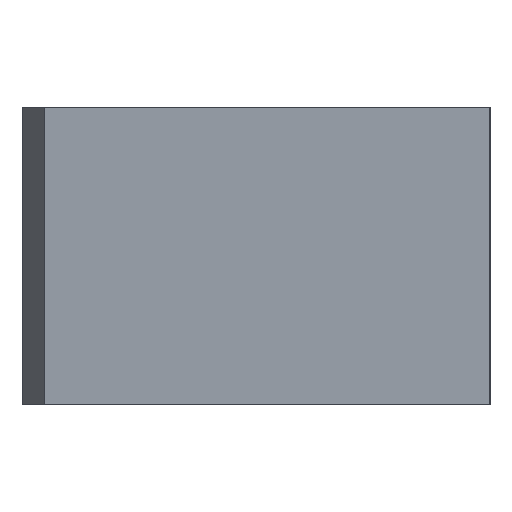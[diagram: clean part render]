
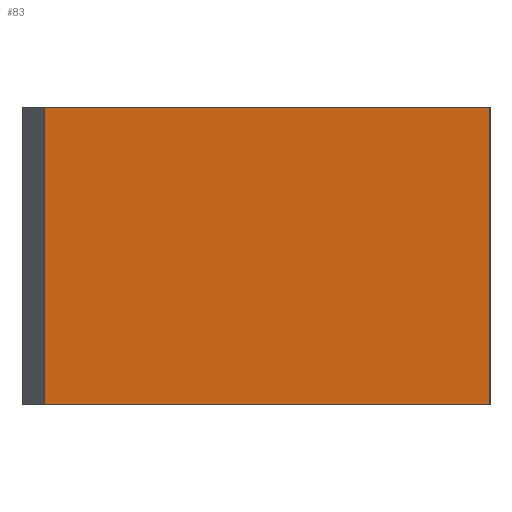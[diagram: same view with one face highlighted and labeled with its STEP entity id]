
A CAD part, left-side view. The second image highlights one B-rep face of the part: STEP entity #83.
In plain terms, the highlighted planar face has unit normal (-0.993, 0.12, 0).
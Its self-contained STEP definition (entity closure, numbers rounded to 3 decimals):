
#10 = DIRECTION ( 'NONE',  ( 0.12, 0.993, 0. ) ) ;
#19 = ORIENTED_EDGE ( 'NONE', *, *, #324, .F. ) ;
#20 = LINE ( 'NONE', #238, #215 ) ;
#23 = DIRECTION ( 'NONE',  ( 0., 0., -1. ) ) ;
#38 = DIRECTION ( 'NONE',  ( -0.12, -0.993, 0. ) ) ;
#54 = DIRECTION ( 'NONE',  ( -0.12, -0.993, 0. ) ) ;
#83 = ADVANCED_FACE ( 'NONE', ( #342 ), #149, .F. ) ;
#90 = EDGE_CURVE ( 'NONE', #451, #190, #187, .T. ) ;
#93 = LINE ( 'NONE', #220, #240 ) ;
#105 = CARTESIAN_POINT ( 'NONE',  ( -181.277, -51.793, 25. ) ) ;
#115 = CARTESIAN_POINT ( 'NONE',  ( -190.376, -126.857, 25. ) ) ;
#118 = VERTEX_POINT ( 'NONE', #105 ) ;
#141 = DIRECTION ( 'NONE',  ( 0.993, -0.12, 0. ) ) ;
#149 = PLANE ( 'NONE',  #438 ) ;
#152 = EDGE_LOOP ( 'NONE', ( #196, #333, #19, #160 ) ) ;
#157 = VERTEX_POINT ( 'NONE', #115 ) ;
#160 = ORIENTED_EDGE ( 'NONE', *, *, #463, .T. ) ;
#170 = DIRECTION ( 'NONE',  ( 0., 0., -1. ) ) ;
#187 = LINE ( 'NONE', #227, #315 ) ;
#190 = VERTEX_POINT ( 'NONE', #411 ) ;
#196 = ORIENTED_EDGE ( 'NONE', *, *, #90, .T. ) ;
#215 = VECTOR ( 'NONE', #54, 1000. ) ;
#220 = CARTESIAN_POINT ( 'NONE',  ( -181.277, -51.793, 25. ) ) ;
#227 = CARTESIAN_POINT ( 'NONE',  ( -181.277, -51.793, -25. ) ) ;
#235 = LINE ( 'NONE', #279, #402 ) ;
#238 = CARTESIAN_POINT ( 'NONE',  ( -181.277, -51.793, 25. ) ) ;
#240 = VECTOR ( 'NONE', #170, 1000. ) ;
#279 = CARTESIAN_POINT ( 'NONE',  ( -190.376, -126.857, 25. ) ) ;
#315 = VECTOR ( 'NONE', #38, 1000. ) ;
#324 = EDGE_CURVE ( 'NONE', #118, #157, #20, .T. ) ;
#327 = EDGE_CURVE ( 'NONE', #157, #190, #235, .T. ) ;
#333 = ORIENTED_EDGE ( 'NONE', *, *, #327, .F. ) ;
#342 = FACE_OUTER_BOUND ( 'NONE', #152, .T. ) ;
#402 = VECTOR ( 'NONE', #23, 1000. ) ;
#411 = CARTESIAN_POINT ( 'NONE',  ( -190.376, -126.857, -25. ) ) ;
#435 = CARTESIAN_POINT ( 'NONE',  ( -181.277, -51.793, 25. ) ) ;
#438 = AXIS2_PLACEMENT_3D ( 'NONE', #435, #141, #10 ) ;
#451 = VERTEX_POINT ( 'NONE', #459 ) ;
#459 = CARTESIAN_POINT ( 'NONE',  ( -181.277, -51.793, -25. ) ) ;
#463 = EDGE_CURVE ( 'NONE', #118, #451, #93, .T. ) ;
